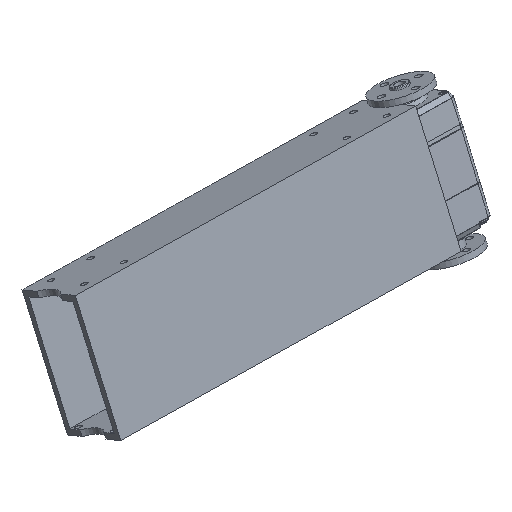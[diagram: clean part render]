
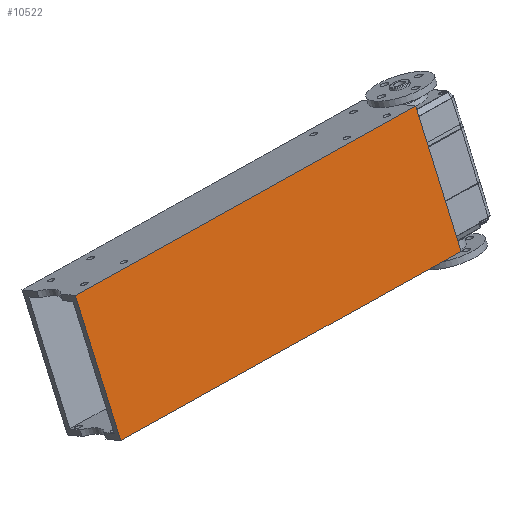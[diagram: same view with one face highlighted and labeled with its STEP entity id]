
A CAD part, isometric view. The second image highlights one B-rep face of the part: STEP entity #10522.
In plain terms, the highlighted face is planar.
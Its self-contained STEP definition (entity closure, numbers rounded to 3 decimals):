
#754=PLANE('',#11571);
#1025=FACE_OUTER_BOUND('',#1693,.T.);
#1693=EDGE_LOOP('',(#7201,#7202,#7203,#7204));
#2918=LINE('',#15882,#3640);
#2930=LINE('',#15914,#3652);
#2971=LINE('',#16048,#3693);
#2972=LINE('',#16050,#3694);
#3640=VECTOR('',#12746,10.);
#3652=VECTOR('',#12772,10.);
#3693=VECTOR('',#12925,10.);
#3694=VECTOR('',#12928,10.);
#4372=VERTEX_POINT('',#15879);
#4373=VERTEX_POINT('',#15881);
#4385=VERTEX_POINT('',#15911);
#4386=VERTEX_POINT('',#15913);
#5415=EDGE_CURVE('',#4373,#4372,#2918,.T.);
#5432=EDGE_CURVE('',#4385,#4386,#2930,.T.);
#5500=EDGE_CURVE('',#4372,#4386,#2971,.T.);
#5501=EDGE_CURVE('',#4373,#4385,#2972,.T.);
#7201=ORIENTED_EDGE('',*,*,#5415,.T.);
#7202=ORIENTED_EDGE('',*,*,#5500,.T.);
#7203=ORIENTED_EDGE('',*,*,#5432,.F.);
#7204=ORIENTED_EDGE('',*,*,#5501,.F.);
#10522=ADVANCED_FACE('',(#1025),#754,.T.);
#11571=AXIS2_PLACEMENT_3D('',#16049,#12926,#12927);
#12746=DIRECTION('',(-1.,0.,0.));
#12772=DIRECTION('',(-1.,0.,0.));
#12925=DIRECTION('',(0.,1.,0.));
#12926=DIRECTION('center_axis',(0.,0.,-1.));
#12927=DIRECTION('ref_axis',(-1.,0.,0.));
#12928=DIRECTION('',(0.,1.,0.));
#15879=CARTESIAN_POINT('',(-22.1,0.,-12.));
#15881=CARTESIAN_POINT('',(22.1,0.,-12.));
#15882=CARTESIAN_POINT('',(22.1,0.,-12.));
#15911=CARTESIAN_POINT('',(22.1,128.5,-12.));
#15913=CARTESIAN_POINT('',(-22.1,128.5,-12.));
#15914=CARTESIAN_POINT('',(22.1,128.5,-12.));
#16048=CARTESIAN_POINT('',(-22.1,0.,-12.));
#16049=CARTESIAN_POINT('Origin',(22.1,0.,-12.));
#16050=CARTESIAN_POINT('',(22.1,0.,-12.));
